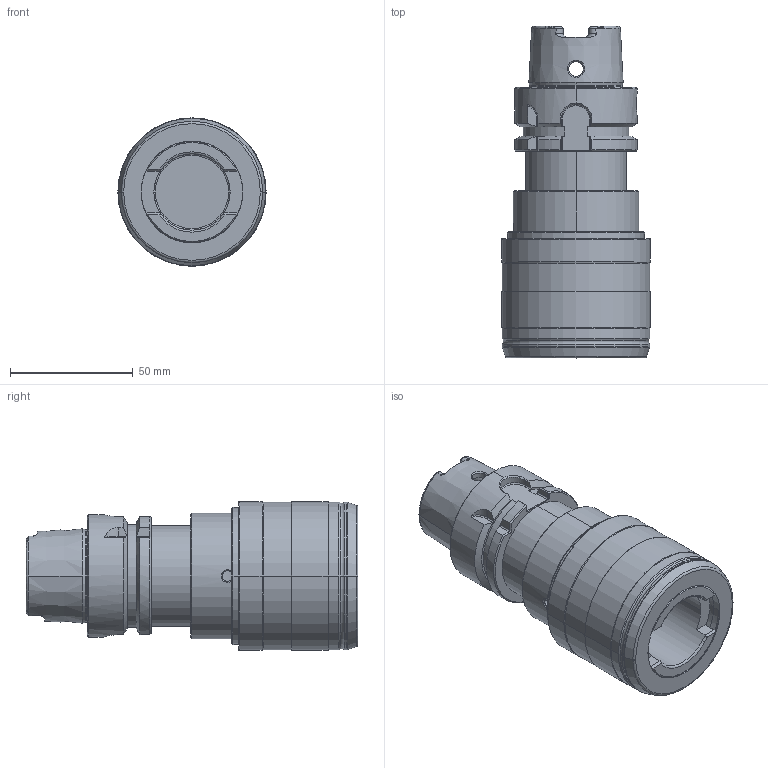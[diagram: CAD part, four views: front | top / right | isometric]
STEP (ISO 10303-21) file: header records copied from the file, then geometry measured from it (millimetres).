
FILE_DESCRIPTION((''),'2;1');
FILE_NAME('34600-H50A','2021-06-24T11:46:26',('046'),(''),'CREO PARAMETRIC BY PTC INC, 2019352','CREO PARAMETRIC BY PTC INC, 2019352','');
FILE_SCHEMA(('CONFIG_CONTROL_DESIGN'));
Length unit declared in the file: millimetre
Products named in the file (1): 34600-H50A
Bounding box: 60.3 x 134.9 x 60.3 mm (x, y, z)
Volume: 221831.3 mm3; surface area: 37209.7 mm2
Topology: 1 solids, 1 shells, 295 faces, 731 edges, 449 vertices
Faces by surface type: cylinder 90, plane 89, cone 60, torus 38, bspline 18
Entity records: 10392 total; most frequent: CARTESIAN_POINT 3547, ORIENTED_EDGE 1458, DIRECTION 1379, EDGE_CURVE 729, AXIS2_PLACEMENT_3D 538, VERTEX_POINT 449, EDGE_LOOP 312, VECTOR 303
